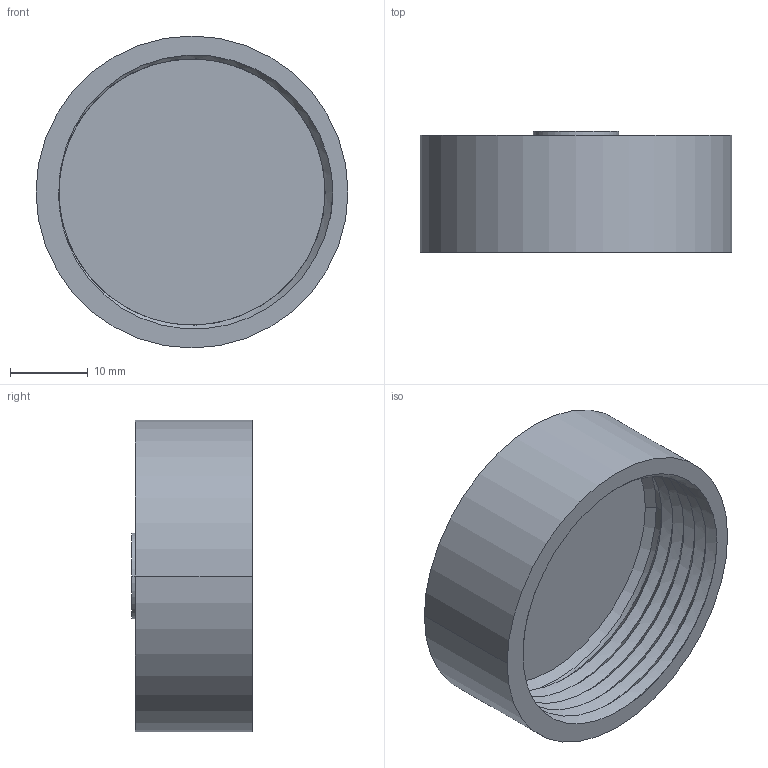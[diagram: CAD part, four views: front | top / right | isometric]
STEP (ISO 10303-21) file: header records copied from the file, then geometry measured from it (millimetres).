
FILE_DESCRIPTION((''),'2;1');
FILE_NAME('B4','2015-05-26T',('Ishan'),(''),'PRO/ENGINEER BY PARAMETRIC TECHNOLOGY CORPORATION, 2010100','PRO/ENGINEER BY PARAMETRIC TECHNOLOGY CORPORATION, 2010100','');
FILE_SCHEMA(('CONFIG_CONTROL_DESIGN'));
Length unit declared in the file: millimetre
Products named in the file (1): B4
Bounding box: 40 x 15.5 x 40 mm (x, y, z)
Volume: 7197.7 mm3; surface area: 6195.4 mm2
Topology: 1 solids, 1 shells, 18 faces, 42 edges, 28 vertices
Faces by surface type: plane 6, cylinder 6, bspline 4, cone 2
Entity records: 1854 total; most frequent: CARTESIAN_POINT 1434, ORIENTED_EDGE 84, DIRECTION 64, EDGE_CURVE 42, VERTEX_POINT 28, AXIS2_PLACEMENT_3D 26, EDGE_LOOP 20, FACE_OUTER_BOUND 18
